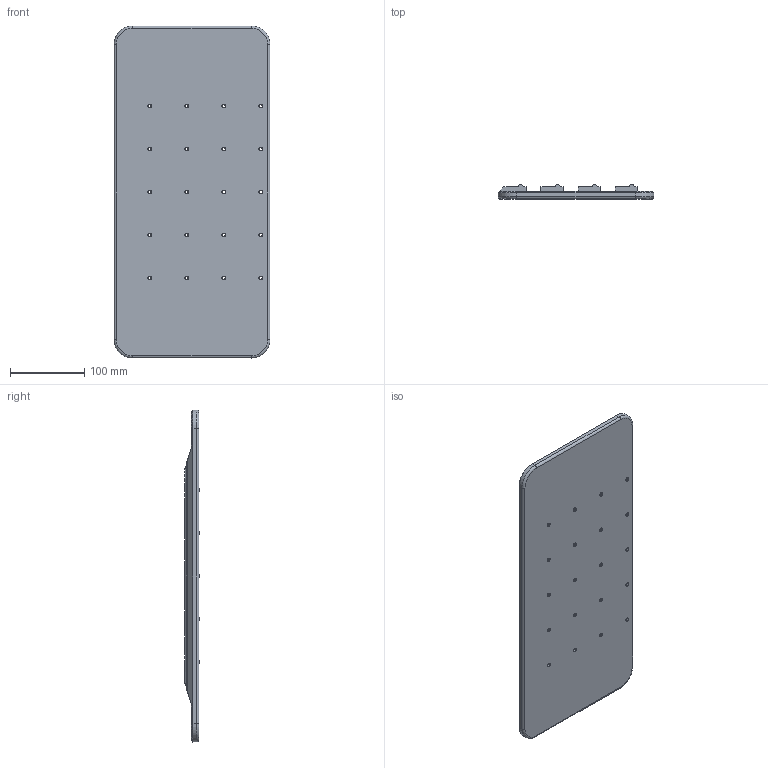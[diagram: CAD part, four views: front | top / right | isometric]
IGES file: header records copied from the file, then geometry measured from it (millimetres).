
Start section:  PTC IGES file: OMEGA TOOL BASE PLATE.igs
Global section: file name: OMEGA TOOL BASE PLATE.igs; native system: Pro/ENGINEER by Parametric Technology Corporation; preprocessor: 2007230; author: ECAnderssen; organization: Unknown; date: 20080902.184643; units: millimetre
Bounding box: 210.5 x 19.84 x 448 mm (x, y, z)
Surface area: 234972 mm2 (no closed solid volume)
Topology: 0 solids, 0 shells, 250 faces, 2216 edges, 2618 vertices
Faces by surface type: revolution 204, bspline 46
